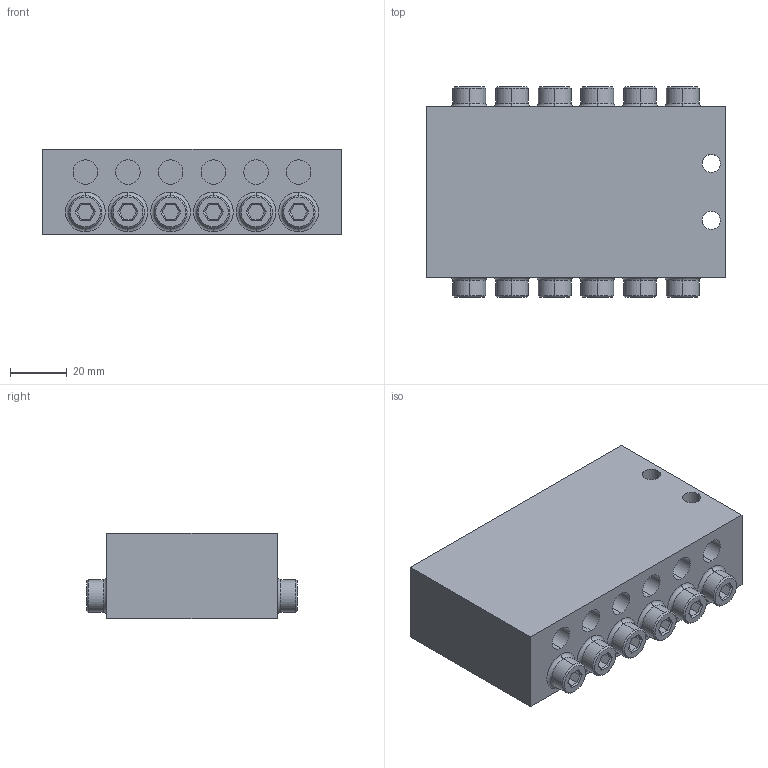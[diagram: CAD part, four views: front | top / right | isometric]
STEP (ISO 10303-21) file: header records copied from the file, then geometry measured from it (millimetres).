
FILE_DESCRIPTION (( 'STEP AP203' ), '1' );
FILE_NAME ('ASV12.STEP', '2020-04-18T01:38:55', ( '个人用户' ), ( '微软中国' ), 'SwSTEP 2.0', 'SolidWorks 2018', '' );
FILE_SCHEMA (( 'CONFIG_CONTROL_DESIGN' ));
Length unit declared in the file: millimetre
Products named in the file (1): ASV12
Bounding box: 105 x 74 x 30 mm (x, y, z)
Volume: 184208.6 mm3; surface area: 32087.2 mm2
Topology: 1 solids, 1 shells, 292 faces, 636 edges, 384 vertices
Faces by surface type: plane 188, cylinder 56, cone 24, torus 24
Entity records: 7909 total; most frequent: DIRECTION 1406, CARTESIAN_POINT 1313, ORIENTED_EDGE 1272, EDGE_CURVE 636, AXIS2_PLACEMENT_3D 477, LINE 452, VECTOR 452, VERTEX_POINT 384
